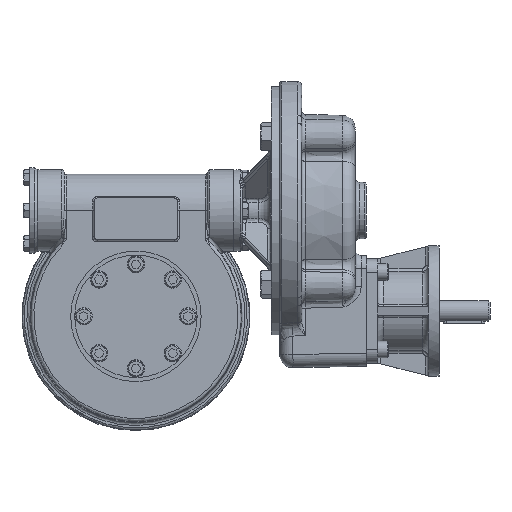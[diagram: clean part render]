
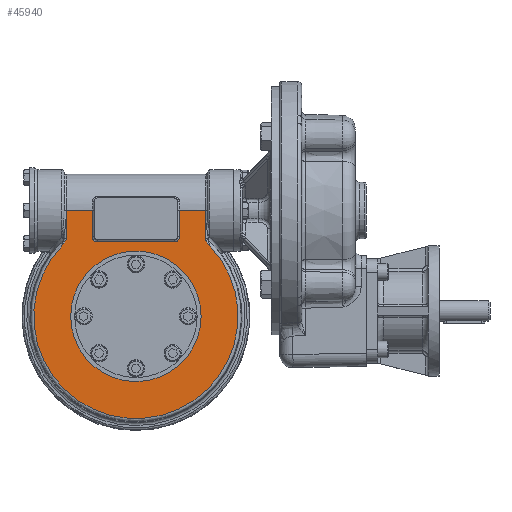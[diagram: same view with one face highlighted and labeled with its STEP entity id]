
A CAD part, top view. The second image highlights one B-rep face of the part: STEP entity #45940.
In plain terms, the highlighted planar face has unit normal (0, 0, 1).
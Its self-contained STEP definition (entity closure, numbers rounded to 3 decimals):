
#2692=LINE('',#101156,#4821);
#2693=LINE('',#101159,#4822);
#2694=LINE('',#101163,#4823);
#2695=LINE('',#101167,#4824);
#2696=LINE('',#101169,#4825);
#2697=LINE('',#101171,#4826);
#2698=LINE('',#101191,#4827);
#4821=VECTOR('',#73790,1000.);
#4822=VECTOR('',#73791,1000.);
#4823=VECTOR('',#73794,1000.);
#4824=VECTOR('',#73797,1000.);
#4825=VECTOR('',#73798,1000.);
#4826=VECTOR('',#73799,1000.);
#4827=VECTOR('',#73802,1000.);
#7596=B_SPLINE_CURVE_WITH_KNOTS('',3,(#101173,#101174,#101175,#101176,#101177,
#101178,#101179),.UNSPECIFIED.,.F.,.F.,(4,1,1,1,4),(0.,0.002,
0.004,0.006,0.008),
 .UNSPECIFIED.);
#7597=B_SPLINE_CURVE_WITH_KNOTS('',3,(#101183,#101184,#101185,#101186,#101187,
#101188,#101189),.UNSPECIFIED.,.F.,.F.,(4,1,1,1,4),(0.,0.002,
0.004,0.006,0.008),
 .UNSPECIFIED.);
#9571=PLANE('',#64650);
#20744=ORIENTED_EDGE('',*,*,#28632,.F.);
#20745=ORIENTED_EDGE('',*,*,#28633,.T.);
#20746=ORIENTED_EDGE('',*,*,#28634,.T.);
#20747=ORIENTED_EDGE('',*,*,#28635,.T.);
#20748=ORIENTED_EDGE('',*,*,#28636,.T.);
#20749=ORIENTED_EDGE('',*,*,#28637,.T.);
#20750=ORIENTED_EDGE('',*,*,#28638,.F.);
#20751=ORIENTED_EDGE('',*,*,#28639,.T.);
#20752=ORIENTED_EDGE('',*,*,#28640,.T.);
#20753=ORIENTED_EDGE('',*,*,#28641,.T.);
#20754=ORIENTED_EDGE('',*,*,#28642,.T.);
#20755=ORIENTED_EDGE('',*,*,#28643,.T.);
#20756=ORIENTED_EDGE('',*,*,#28644,.T.);
#28632=EDGE_CURVE('',#33492,#33493,#2692,.T.);
#28633=EDGE_CURVE('',#33492,#33494,#2693,.F.);
#28634=EDGE_CURVE('',#33494,#33495,#35534,.F.);
#28635=EDGE_CURVE('',#33495,#33496,#2694,.F.);
#28636=EDGE_CURVE('',#33496,#33497,#35535,.F.);
#28637=EDGE_CURVE('',#33497,#33498,#2695,.F.);
#28638=EDGE_CURVE('',#33499,#33498,#2696,.T.);
#28639=EDGE_CURVE('',#33499,#33500,#2697,.F.);
#28640=EDGE_CURVE('',#33500,#33501,#7596,.T.);
#28641=EDGE_CURVE('',#33501,#33502,#35536,.T.);
#28642=EDGE_CURVE('',#33502,#33503,#7597,.F.);
#28643=EDGE_CURVE('',#33503,#33493,#2698,.F.);
#28644=EDGE_CURVE('',#33504,#33504,#35537,.T.);
#33492=VERTEX_POINT('',#101157);
#33493=VERTEX_POINT('',#101158);
#33494=VERTEX_POINT('',#101160);
#33495=VERTEX_POINT('',#101162);
#33496=VERTEX_POINT('',#101164);
#33497=VERTEX_POINT('',#101166);
#33498=VERTEX_POINT('',#101168);
#33499=VERTEX_POINT('',#101170);
#33500=VERTEX_POINT('',#101172);
#33501=VERTEX_POINT('',#101180);
#33502=VERTEX_POINT('',#101182);
#33503=VERTEX_POINT('',#101190);
#33504=VERTEX_POINT('',#101193);
#35534=CIRCLE('',#64651,5.);
#35535=CIRCLE('',#64652,5.);
#35536=CIRCLE('',#64653,98.052);
#35537=CIRCLE('',#64654,62.625);
#38800=EDGE_LOOP('',(#20744,#20745,#20746,#20747,#20748,#20749,#20750,#20751,
#20752,#20753,#20754,#20755));
#38801=EDGE_LOOP('',(#20756));
#42486=FACE_BOUND('',#38800,.T.);
#42487=FACE_BOUND('',#38801,.T.);
#45940=ADVANCED_FACE('',(#42486,#42487),#9571,.T.);
#64650=AXIS2_PLACEMENT_3D('',#101155,#73788,#73789);
#64651=AXIS2_PLACEMENT_3D('',#101161,#73792,#73793);
#64652=AXIS2_PLACEMENT_3D('',#101165,#73795,#73796);
#64653=AXIS2_PLACEMENT_3D('',#101181,#73800,#73801);
#64654=AXIS2_PLACEMENT_3D('',#101192,#73803,#73804);
#73788=DIRECTION('',(0.,0.,1.));
#73789=DIRECTION('',(1.,0.,0.));
#73790=DIRECTION('',(1.,0.,0.));
#73791=DIRECTION('',(0.,1.,0.));
#73792=DIRECTION('',(0.,0.,1.));
#73793=DIRECTION('',(1.,0.,0.));
#73794=DIRECTION('',(1.,0.,0.));
#73795=DIRECTION('',(0.,0.,1.));
#73796=DIRECTION('',(1.,0.,0.));
#73797=DIRECTION('',(0.,-1.,0.));
#73798=DIRECTION('',(1.,0.,0.));
#73799=DIRECTION('',(0.,1.,0.));
#73800=DIRECTION('',(0.,0.,1.));
#73801=DIRECTION('',(1.,0.,0.));
#73802=DIRECTION('',(0.,-1.,0.));
#73803=DIRECTION('',(0.,0.,-1.));
#73804=DIRECTION('',(1.,0.,0.));
#101155=CARTESIAN_POINT('',(0.,101.,65.));
#101156=CARTESIAN_POINT('',(-661.15,101.625,65.));
#101157=CARTESIAN_POINT('',(42.,101.625,65.));
#101158=CARTESIAN_POINT('',(67.,101.625,65.));
#101159=CARTESIAN_POINT('',(42.,76.625,65.));
#101160=CARTESIAN_POINT('',(42.,76.625,65.));
#101161=CARTESIAN_POINT('',(37.,76.625,65.));
#101162=CARTESIAN_POINT('',(37.,71.625,65.));
#101163=CARTESIAN_POINT('',(-37.,71.625,65.));
#101164=CARTESIAN_POINT('',(-37.,71.625,65.));
#101165=CARTESIAN_POINT('',(-37.,76.625,65.));
#101166=CARTESIAN_POINT('',(-42.,76.625,65.));
#101167=CARTESIAN_POINT('',(-42.,101.625,65.));
#101168=CARTESIAN_POINT('',(-42.,101.625,65.));
#101169=CARTESIAN_POINT('',(-661.15,101.625,65.));
#101170=CARTESIAN_POINT('',(-67.,101.625,65.));
#101171=CARTESIAN_POINT('',(-67.,69.665,65.));
#101172=CARTESIAN_POINT('',(-67.,74.551,65.));
#101173=CARTESIAN_POINT('',(-67.,74.551,65.));
#101174=CARTESIAN_POINT('',(-67.,73.864,65.));
#101175=CARTESIAN_POINT('',(-67.34,72.525,65.));
#101176=CARTESIAN_POINT('',(-68.474,70.825,65.));
#101177=CARTESIAN_POINT('',(-69.733,69.224,65.));
#101178=CARTESIAN_POINT('',(-70.583,68.157,65.));
#101179=CARTESIAN_POINT('',(-71.,67.625,65.));
#101180=CARTESIAN_POINT('',(-71.,67.625,65.));
#101181=CARTESIAN_POINT('',(0.,0.,65.));
#101182=CARTESIAN_POINT('',(71.,67.625,65.));
#101183=CARTESIAN_POINT('',(67.,74.551,65.));
#101184=CARTESIAN_POINT('',(67.,73.864,65.));
#101185=CARTESIAN_POINT('',(67.34,72.525,65.));
#101186=CARTESIAN_POINT('',(68.474,70.825,65.));
#101187=CARTESIAN_POINT('',(69.733,69.224,65.));
#101188=CARTESIAN_POINT('',(70.583,68.157,65.));
#101189=CARTESIAN_POINT('',(71.,67.625,65.));
#101190=CARTESIAN_POINT('',(67.,74.551,65.));
#101191=CARTESIAN_POINT('',(67.,84.42,65.));
#101192=CARTESIAN_POINT('',(0.,0.,65.));
#101193=CARTESIAN_POINT('',(62.625,0.,65.));
